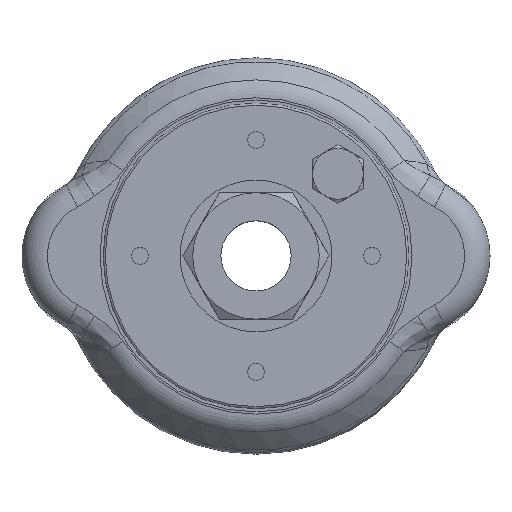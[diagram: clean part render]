
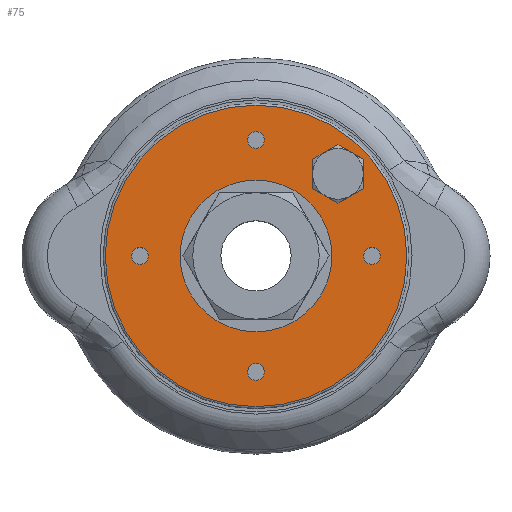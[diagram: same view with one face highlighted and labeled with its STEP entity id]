
A CAD part, top view. The second image highlights one B-rep face of the part: STEP entity #75.
In plain terms, the highlighted planar face has unit normal (0, 0, 1).
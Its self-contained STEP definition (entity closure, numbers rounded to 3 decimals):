
#75 = ADVANCED_FACE( '', ( #200, #201, #202, #203, #204, #205, #206 ), #207, .F. );
#200 = FACE_BOUND( '', #488, .T. );
#201 = FACE_BOUND( '', #489, .T. );
#202 = FACE_BOUND( '', #490, .T. );
#203 = FACE_BOUND( '', #491, .T. );
#204 = FACE_BOUND( '', #492, .T. );
#205 = FACE_OUTER_BOUND( '', #493, .T. );
#206 = FACE_BOUND( '', #494, .T. );
#207 = PLANE( '', #495 );
#488 = EDGE_LOOP( '', ( #1304 ) );
#489 = EDGE_LOOP( '', ( #1305 ) );
#490 = EDGE_LOOP( '', ( #1306 ) );
#491 = EDGE_LOOP( '', ( #1307 ) );
#492 = EDGE_LOOP( '', ( #1308 ) );
#493 = EDGE_LOOP( '', ( #1309 ) );
#494 = EDGE_LOOP( '', ( #1310 ) );
#495 = AXIS2_PLACEMENT_3D( '', #1311, #1312, #1313 );
#1304 = ORIENTED_EDGE( '', *, *, #2130, .T. );
#1305 = ORIENTED_EDGE( '', *, *, #2131, .T. );
#1306 = ORIENTED_EDGE( '', *, *, #2132, .T. );
#1307 = ORIENTED_EDGE( '', *, *, #2133, .T. );
#1308 = ORIENTED_EDGE( '', *, *, #2134, .F. );
#1309 = ORIENTED_EDGE( '', *, *, #2135, .T. );
#1310 = ORIENTED_EDGE( '', *, *, #2136, .F. );
#1311 = CARTESIAN_POINT( '', ( 0., 0., -7. ) );
#1312 = DIRECTION( '', ( 0., 0., -1. ) );
#1313 = DIRECTION( '', ( -1., 0., 0. ) );
#2130 = EDGE_CURVE( '', #2381, #2381, #2382, .T. );
#2131 = EDGE_CURVE( '', #2383, #2383, #2384, .T. );
#2132 = EDGE_CURVE( '', #2385, #2385, #2386, .T. );
#2133 = EDGE_CURVE( '', #2387, #2387, #2388, .T. );
#2134 = EDGE_CURVE( '', #2389, #2389, #2390, .T. );
#2135 = EDGE_CURVE( '', #2391, #2391, #2392, .F. );
#2136 = EDGE_CURVE( '', #2393, #2393, #2394, .F. );
#2381 = VERTEX_POINT( '', #2799 );
#2382 = CIRCLE( '', #2800, 2. );
#2383 = VERTEX_POINT( '', #2801 );
#2384 = CIRCLE( '', #2802, 2. );
#2385 = VERTEX_POINT( '', #2803 );
#2386 = CIRCLE( '', #2804, 2. );
#2387 = VERTEX_POINT( '', #2805 );
#2388 = CIRCLE( '', #2806, 2. );
#2389 = VERTEX_POINT( '', #2807 );
#2390 = CIRCLE( '', #2808, 18. );
#2391 = VERTEX_POINT( '', #2809 );
#2392 = CIRCLE( '', #2810, 35.75 );
#2393 = VERTEX_POINT( '', #2811 );
#2394 = CIRCLE( '', #2812, 5.5 );
#2799 = CARTESIAN_POINT( '', ( 0., -29.5, -7. ) );
#2800 = AXIS2_PLACEMENT_3D( '', #3917, #3918, #3919 );
#2801 = CARTESIAN_POINT( '', ( 0., 25.5, -7. ) );
#2802 = AXIS2_PLACEMENT_3D( '', #3920, #3921, #3922 );
#2803 = CARTESIAN_POINT( '', ( 27.5, -2., -7. ) );
#2804 = AXIS2_PLACEMENT_3D( '', #3923, #3924, #3925 );
#2805 = CARTESIAN_POINT( '', ( -27.5, -2., -7. ) );
#2806 = AXIS2_PLACEMENT_3D( '', #3926, #3927, #3928 );
#2807 = CARTESIAN_POINT( '', ( 18., 0., -7. ) );
#2808 = AXIS2_PLACEMENT_3D( '', #3929, #3930, #3931 );
#2809 = CARTESIAN_POINT( '', ( -35.75, 0., -7. ) );
#2810 = AXIS2_PLACEMENT_3D( '', #3932, #3933, #3934 );
#2811 = CARTESIAN_POINT( '', ( 13.945, 19.445, -7. ) );
#2812 = AXIS2_PLACEMENT_3D( '', #3935, #3936, #3937 );
#3917 = CARTESIAN_POINT( '', ( 0., -27.5, -7. ) );
#3918 = DIRECTION( '', ( 0., 0., -1. ) );
#3919 = DIRECTION( '', ( 0., -1., 0. ) );
#3920 = CARTESIAN_POINT( '', ( 0., 27.5, -7. ) );
#3921 = DIRECTION( '', ( 0., 0., -1. ) );
#3922 = DIRECTION( '', ( 0., -1., 0. ) );
#3923 = CARTESIAN_POINT( '', ( 27.5, 0., -7. ) );
#3924 = DIRECTION( '', ( 0., 0., -1. ) );
#3925 = DIRECTION( '', ( 0., -1., 0. ) );
#3926 = CARTESIAN_POINT( '', ( -27.5, 0., -7. ) );
#3927 = DIRECTION( '', ( 0., 0., -1. ) );
#3928 = DIRECTION( '', ( 0., -1., 0. ) );
#3929 = CARTESIAN_POINT( '', ( 0., 0., -7. ) );
#3930 = DIRECTION( '', ( 0., 0., 1. ) );
#3931 = DIRECTION( '', ( 1., 0., 0. ) );
#3932 = CARTESIAN_POINT( '', ( 0., 0., -7. ) );
#3933 = DIRECTION( '', ( 0., 0., -1. ) );
#3934 = DIRECTION( '', ( -1., 0., 0. ) );
#3935 = CARTESIAN_POINT( '', ( 19.445, 19.445, -7. ) );
#3936 = DIRECTION( '', ( 0., 0., -1. ) );
#3937 = DIRECTION( '', ( -1., 0., 0. ) );
